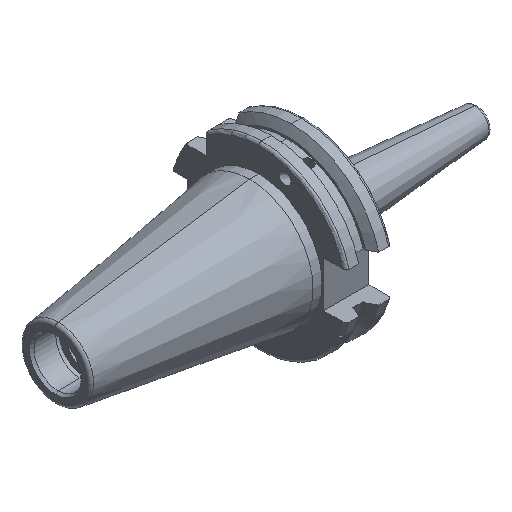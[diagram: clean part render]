
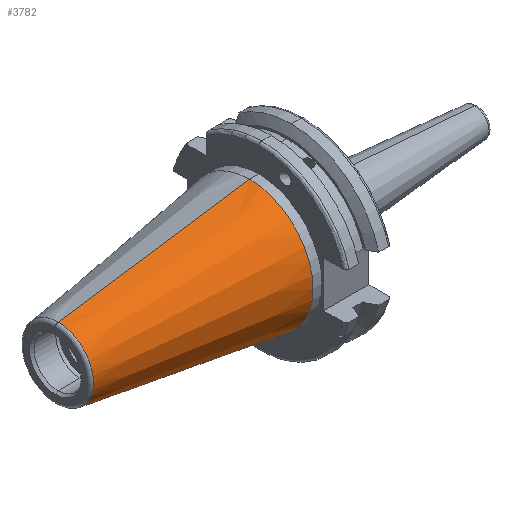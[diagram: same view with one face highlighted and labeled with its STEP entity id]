
A CAD part, isometric view. The second image highlights one B-rep face of the part: STEP entity #3782.
In plain terms, the highlighted conical face has half-angle 8.297 degrees and reference radius 22.225 mm.
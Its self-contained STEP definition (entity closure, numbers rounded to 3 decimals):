
#389 = EDGE_CURVE ( 'NONE', #1325, #2863, #413, .T. ) ;
#413 = CIRCLE ( 'NONE', #5405, 22.225 ) ;
#596 = CARTESIAN_POINT ( 'NONE',  ( -67.373, 0., 12.4 ) ) ;
#633 = VERTEX_POINT ( 'NONE', #596 ) ;
#670 = VERTEX_POINT ( 'NONE', #1575 ) ;
#1063 = EDGE_LOOP ( 'NONE', ( #2149, #2081, #2075, #2023 ) ) ;
#1325 = VERTEX_POINT ( 'NONE', #4205 ) ;
#1457 = VECTOR ( 'NONE', #2969, 1000. ) ;
#1465 = LINE ( 'NONE', #2972, #1457 ) ;
#1575 = CARTESIAN_POINT ( 'NONE',  ( -67.373, 0., -12.4 ) ) ;
#1699 = VECTOR ( 'NONE', #3157, 1000. ) ;
#1704 = LINE ( 'NONE', #3150, #1699 ) ;
#1896 = CIRCLE ( 'NONE', #3137, 12.4 ) ;
#2023 = ORIENTED_EDGE ( 'NONE', *, *, #389, .T. ) ;
#2075 = ORIENTED_EDGE ( 'NONE', *, *, #2853, .T. ) ;
#2081 = ORIENTED_EDGE ( 'NONE', *, *, #5641, .F. ) ;
#2149 = ORIENTED_EDGE ( 'NONE', *, *, #2995, .F. ) ;
#2853 = EDGE_CURVE ( 'NONE', #670, #1325, #1704, .T. ) ;
#2863 = VERTEX_POINT ( 'NONE', #3095 ) ;
#2969 = DIRECTION ( 'NONE',  ( 0.99, 0., 0.144 ) ) ;
#2972 = CARTESIAN_POINT ( 'NONE',  ( 0., 0., 22.225 ) ) ;
#2976 = CONICAL_SURFACE ( 'NONE', #5239, 22.225, 0.145 ) ;
#2995 = EDGE_CURVE ( 'NONE', #633, #2863, #1465, .T. ) ;
#3020 = CARTESIAN_POINT ( 'NONE',  ( 0., 0., 0. ) ) ;
#3062 = FACE_OUTER_BOUND ( 'NONE', #1063, .T. ) ;
#3064 = DIRECTION ( 'NONE',  ( -1., 0., 0. ) ) ;
#3095 = CARTESIAN_POINT ( 'NONE',  ( 0., 0., 22.225 ) ) ;
#3096 = DIRECTION ( 'NONE',  ( 0., 0., 1. ) ) ;
#3137 = AXIS2_PLACEMENT_3D ( 'NONE', #4391, #4364, #4358 ) ;
#3150 = CARTESIAN_POINT ( 'NONE',  ( 0., 0., -22.225 ) ) ;
#3157 = DIRECTION ( 'NONE',  ( 0.99, 0., -0.144 ) ) ;
#3782 = ADVANCED_FACE ( 'NONE', ( #3062 ), #2976, .T. ) ;
#4205 = CARTESIAN_POINT ( 'NONE',  ( 0., 0., -22.225 ) ) ;
#4358 = DIRECTION ( 'NONE',  ( 0., 0., 1. ) ) ;
#4364 = DIRECTION ( 'NONE',  ( -1., 0., 0. ) ) ;
#4391 = CARTESIAN_POINT ( 'NONE',  ( -67.373, 0., 0. ) ) ;
#4400 = DIRECTION ( 'NONE',  ( 1., 0., 0. ) ) ;
#4438 = CARTESIAN_POINT ( 'NONE',  ( 0., 0., 0. ) ) ;
#4461 = DIRECTION ( 'NONE',  ( 0., 0., -1. ) ) ;
#5239 = AXIS2_PLACEMENT_3D ( 'NONE', #4438, #4400, #4461 ) ;
#5405 = AXIS2_PLACEMENT_3D ( 'NONE', #3020, #3064, #3096 ) ;
#5641 = EDGE_CURVE ( 'NONE', #670, #633, #1896, .T. ) ;
